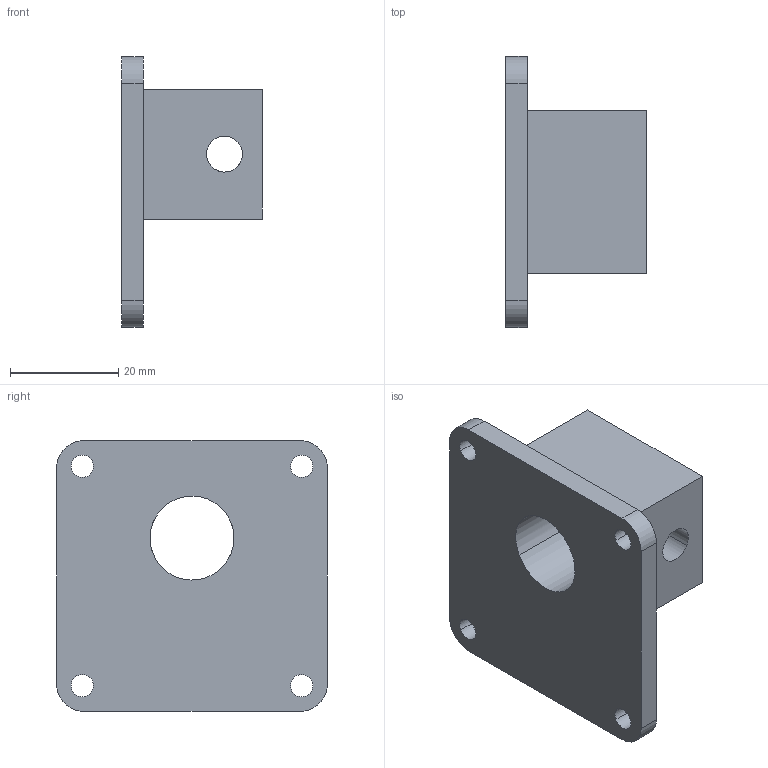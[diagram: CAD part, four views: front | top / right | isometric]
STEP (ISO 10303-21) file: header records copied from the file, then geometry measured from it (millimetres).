
FILE_DESCRIPTION(('CATIA V5 STEP Exchange'),'2;1');
FILE_NAME('02-14-0009.stp','2018-08-15T08:04:15+00:00',('none'),('none'),'Version 5-6 Release 2012','CATIA V5 STEP AP203','none');
FILE_SCHEMA(('CONFIG_CONTROL_DESIGN'));
Length unit declared in the file: millimetre
Products named in the file (1): 02-14-0009
Bounding box: 26 x 50 x 50 mm (x, y, z)
Volume: 20117.6 mm3; surface area: 9265.5 mm2
Topology: 1 solids, 1 shells, 29 faces, 78 edges, 52 vertices
Faces by surface type: cylinder 18, plane 11
Entity records: 970 total; most frequent: CARTESIAN_POINT 208, ORIENTED_EDGE 156, DIRECTION 116, EDGE_CURVE 78, AXIS2_PLACEMENT_3D 54, VERTEX_POINT 52, EDGE_LOOP 44, VECTOR 42
